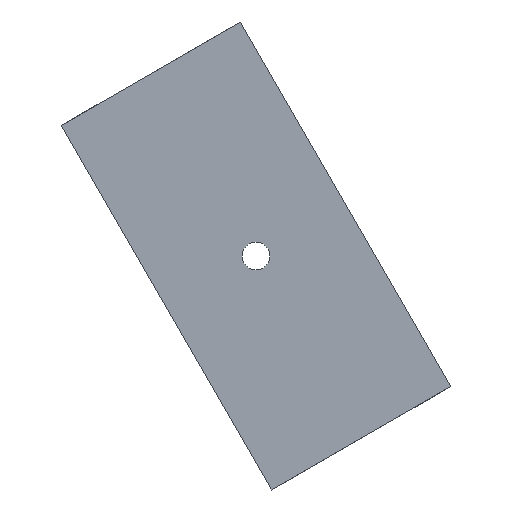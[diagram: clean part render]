
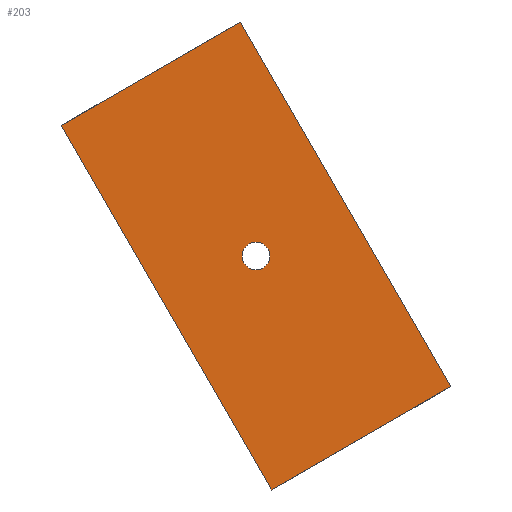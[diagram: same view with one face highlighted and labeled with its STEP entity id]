
A CAD part, left-side view. The second image highlights one B-rep face of the part: STEP entity #203.
In plain terms, the highlighted planar face has unit normal (-1, 0, 0).
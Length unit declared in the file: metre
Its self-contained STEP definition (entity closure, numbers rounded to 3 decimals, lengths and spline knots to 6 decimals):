
#23=LINE('',#311,#47);
#26=LINE('',#317,#50);
#32=LINE('',#328,#56);
#34=LINE('',#331,#58);
#47=VECTOR('',#252,1.);
#50=VECTOR('',#257,1.);
#56=VECTOR('',#265,1.);
#58=VECTOR('',#269,1.);
#92=ORIENTED_EDGE('',*,*,#124,.T.);
#93=ORIENTED_EDGE('',*,*,#127,.F.);
#94=ORIENTED_EDGE('',*,*,#133,.T.);
#95=ORIENTED_EDGE('',*,*,#135,.T.);
#96=ORIENTED_EDGE('',*,*,#136,.T.);
#124=EDGE_CURVE('',#144,#149,#23,.T.);
#127=EDGE_CURVE('',#151,#149,#26,.T.);
#133=EDGE_CURVE('',#151,#155,#32,.T.);
#135=EDGE_CURVE('',#155,#144,#34,.T.);
#136=EDGE_CURVE('',#156,#156,#158,.T.);
#144=VERTEX_POINT('',#300);
#149=VERTEX_POINT('',#310);
#151=VERTEX_POINT('',#316);
#155=VERTEX_POINT('',#327);
#156=VERTEX_POINT('',#334);
#158=CIRCLE('',#228,0.00165);
#167=EDGE_LOOP('',(#92,#93,#94,#95));
#168=EDGE_LOOP('',(#96));
#181=FACE_BOUND('',#167,.T.);
#182=FACE_BOUND('',#168,.T.);
#192=PLANE('',#229);
#203=ADVANCED_FACE('',(#181,#182),#192,.T.);
#228=AXIS2_PLACEMENT_3D('',#333,#272,#273);
#229=AXIS2_PLACEMENT_3D('',#335,#274,#275);
#252=DIRECTION('',(0.,0.866,-0.5));
#257=DIRECTION('',(0.,0.5,0.866));
#265=DIRECTION('',(0.,-0.866,0.5));
#269=DIRECTION('',(0.,0.5,0.866));
#272=DIRECTION('',(1.,0.,0.));
#273=DIRECTION('',(0.,-0.5,-0.866));
#274=DIRECTION('',(-1.,0.,0.));
#275=DIRECTION('',(0.,-1.,0.));
#300=CARTESIAN_POINT('',(-0.274207,-0.081812,0.189497));
#310=CARTESIAN_POINT('',(-0.274207,-0.060508,0.177197));
#311=CARTESIAN_POINT('',(-0.274207,-0.080816,0.188922));
#316=CARTESIAN_POINT('',(-0.274207,-0.085508,0.133896));
#317=CARTESIAN_POINT('',(-0.274207,-0.073008,0.155547));
#327=CARTESIAN_POINT('',(-0.274207,-0.106812,0.146196));
#328=CARTESIAN_POINT('',(-0.274207,-0.105816,0.145621));
#331=CARTESIAN_POINT('',(-0.274207,-0.094312,0.167847));
#333=CARTESIAN_POINT('',(-0.274207,-0.08366,0.161697));
#334=CARTESIAN_POINT('',(-0.274207,-0.084485,0.160268));
#335=CARTESIAN_POINT('',(-0.274207,-0.082534,0.162347));
